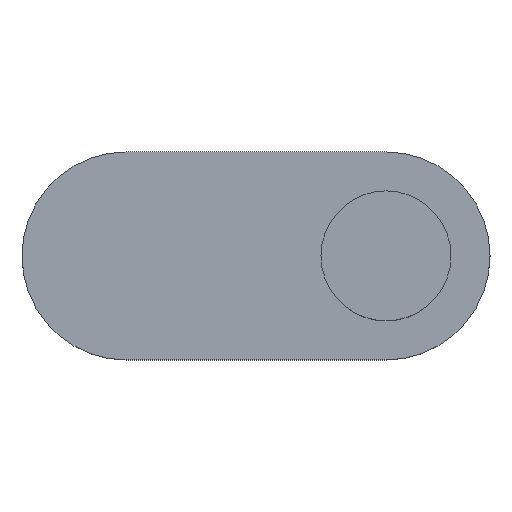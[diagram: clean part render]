
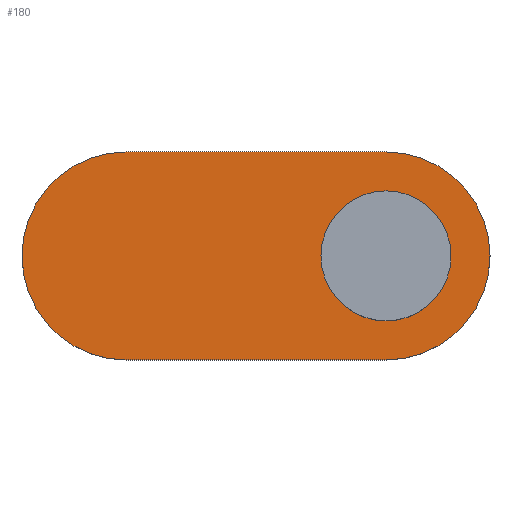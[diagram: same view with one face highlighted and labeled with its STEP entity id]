
A CAD part, top view. The second image highlights one B-rep face of the part: STEP entity #180.
In plain terms, the highlighted planar face has unit normal (0, 0, 1).
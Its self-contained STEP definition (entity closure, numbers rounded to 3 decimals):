
#31 = CARTESIAN_POINT ( 'NONE',  ( 250., 0., 100. ) ) ;
#32 = EDGE_CURVE ( 'NONE', #304, #411, #432, .T. ) ;
#38 = EDGE_CURVE ( 'NONE', #311, #304, #271, .T. ) ;
#47 = CIRCLE ( 'NONE', #310, 125. ) ;
#56 = CARTESIAN_POINT ( 'NONE',  ( 375., 0., 100. ) ) ;
#71 = EDGE_LOOP ( 'NONE', ( #195, #296 ) ) ;
#77 = CARTESIAN_POINT ( 'NONE',  ( 250., 0., 100. ) ) ;
#81 = DIRECTION ( 'NONE',  ( 1., 0., 0. ) ) ;
#82 = ORIENTED_EDGE ( 'NONE', *, *, #109, .T. ) ;
#84 = CARTESIAN_POINT ( 'NONE',  ( -250., 0., 100. ) ) ;
#104 = VERTEX_POINT ( 'NONE', #248 ) ;
#107 = DIRECTION ( 'NONE',  ( 0., 0., 1. ) ) ;
#109 = EDGE_CURVE ( 'NONE', #244, #311, #227, .T. ) ;
#139 = ORIENTED_EDGE ( 'NONE', *, *, #396, .T. ) ;
#142 = DIRECTION ( 'NONE',  ( 0., 0., 1. ) ) ;
#152 = VECTOR ( 'NONE', #162, 1000. ) ;
#160 = AXIS2_PLACEMENT_3D ( 'NONE', #31, #378, #272 ) ;
#162 = DIRECTION ( 'NONE',  ( -1., 0., 0. ) ) ;
#180 = ADVANCED_FACE ( 'NONE', ( #233, #258 ), #211, .T. ) ;
#181 = CARTESIAN_POINT ( 'NONE',  ( 250., 200., 100. ) ) ;
#187 = DIRECTION ( 'NONE',  ( 1., 0., 0. ) ) ;
#191 = ORIENTED_EDGE ( 'NONE', *, *, #32, .T. ) ;
#195 = ORIENTED_EDGE ( 'NONE', *, *, #255, .F. ) ;
#211 = PLANE ( 'NONE',  #297 ) ;
#218 = DIRECTION ( 'NONE',  ( 0., 0., 1. ) ) ;
#221 = VECTOR ( 'NONE', #276, 1000. ) ;
#222 = CARTESIAN_POINT ( 'NONE',  ( -250., 0., 100. ) ) ;
#225 = CARTESIAN_POINT ( 'NONE',  ( -250., 200., 100. ) ) ;
#227 = LINE ( 'NONE', #306, #221 ) ;
#233 = FACE_BOUND ( 'NONE', #71, .T. ) ;
#235 = CIRCLE ( 'NONE', #409, 200. ) ;
#244 = VERTEX_POINT ( 'NONE', #347 ) ;
#248 = CARTESIAN_POINT ( 'NONE',  ( -450., 0., 100. ) ) ;
#255 = EDGE_CURVE ( 'NONE', #257, #417, #47, .T. ) ;
#257 = VERTEX_POINT ( 'NONE', #384 ) ;
#258 = FACE_OUTER_BOUND ( 'NONE', #364, .T. ) ;
#266 = ORIENTED_EDGE ( 'NONE', *, *, #38, .T. ) ;
#271 = CIRCLE ( 'NONE', #160, 200. ) ;
#272 = DIRECTION ( 'NONE',  ( 1., 0., 0. ) ) ;
#274 = CIRCLE ( 'NONE', #395, 200. ) ;
#275 = AXIS2_PLACEMENT_3D ( 'NONE', #285, #421, #81 ) ;
#276 = DIRECTION ( 'NONE',  ( 1., 0., 0. ) ) ;
#277 = EDGE_CURVE ( 'NONE', #417, #257, #371, .T. ) ;
#279 = DIRECTION ( 'NONE',  ( 1., 0., 0. ) ) ;
#285 = CARTESIAN_POINT ( 'NONE',  ( 250., 0., 100. ) ) ;
#295 = EDGE_CURVE ( 'NONE', #411, #104, #235, .T. ) ;
#296 = ORIENTED_EDGE ( 'NONE', *, *, #277, .F. ) ;
#297 = AXIS2_PLACEMENT_3D ( 'NONE', #414, #107, #279 ) ;
#304 = VERTEX_POINT ( 'NONE', #181 ) ;
#306 = CARTESIAN_POINT ( 'NONE',  ( 250., -200., 100. ) ) ;
#310 = AXIS2_PLACEMENT_3D ( 'NONE', #77, #142, #382 ) ;
#311 = VERTEX_POINT ( 'NONE', #356 ) ;
#330 = DIRECTION ( 'NONE',  ( 1., 0., 0. ) ) ;
#337 = CARTESIAN_POINT ( 'NONE',  ( 250., 200., 100. ) ) ;
#347 = CARTESIAN_POINT ( 'NONE',  ( -250., -200., 100. ) ) ;
#356 = CARTESIAN_POINT ( 'NONE',  ( 250., -200., 100. ) ) ;
#364 = EDGE_LOOP ( 'NONE', ( #266, #191, #434, #139, #82 ) ) ;
#371 = CIRCLE ( 'NONE', #275, 125. ) ;
#378 = DIRECTION ( 'NONE',  ( 0., 0., 1. ) ) ;
#382 = DIRECTION ( 'NONE',  ( 1., 0., 0. ) ) ;
#384 = CARTESIAN_POINT ( 'NONE',  ( 125., 0., 100. ) ) ;
#389 = DIRECTION ( 'NONE',  ( 0., 0., 1. ) ) ;
#395 = AXIS2_PLACEMENT_3D ( 'NONE', #84, #218, #330 ) ;
#396 = EDGE_CURVE ( 'NONE', #104, #244, #274, .T. ) ;
#409 = AXIS2_PLACEMENT_3D ( 'NONE', #222, #389, #187 ) ;
#411 = VERTEX_POINT ( 'NONE', #225 ) ;
#414 = CARTESIAN_POINT ( 'NONE',  ( 250., 0., 100. ) ) ;
#417 = VERTEX_POINT ( 'NONE', #56 ) ;
#421 = DIRECTION ( 'NONE',  ( 0., 0., 1. ) ) ;
#432 = LINE ( 'NONE', #337, #152 ) ;
#434 = ORIENTED_EDGE ( 'NONE', *, *, #295, .T. ) ;
